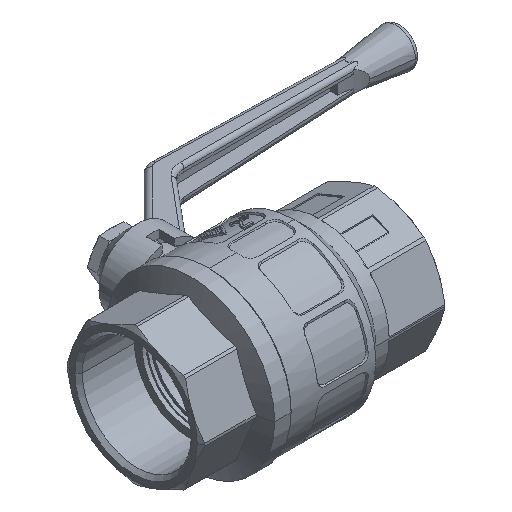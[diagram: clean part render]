
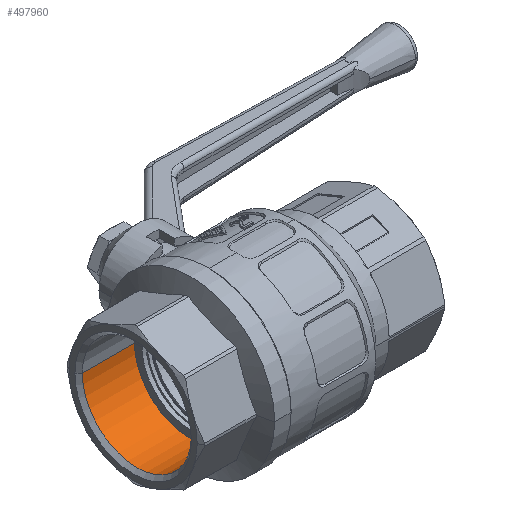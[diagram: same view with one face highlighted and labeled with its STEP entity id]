
A CAD part, isometric view. The second image highlights one B-rep face of the part: STEP entity #497960.
In plain terms, the highlighted cylindrical face has radius 28.325 mm (diameter 56.65 mm), a partial arc.
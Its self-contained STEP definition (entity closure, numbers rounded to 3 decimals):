
#497350=CARTESIAN_POINT('',(34.5,-28.325,0.));
#497360=VERTEX_POINT('',#497350);
#497390=CARTESIAN_POINT('',(34.5,0.,0.));
#497400=DIRECTION('',(-1.,0.,0.));
#497410=DIRECTION('',(0.,1.,0.));
#497420=AXIS2_PLACEMENT_3D('',#497390,#497400,#497410);
#497430=CIRCLE('',#497420,28.325);
#497440=CARTESIAN_POINT('',(34.5,28.325,
0.));
#497450=VERTEX_POINT('',#497440);
#497460=EDGE_CURVE('',#497360,#497450,#497430,.T.);
#497650=CARTESIAN_POINT('',(48.018,0.,0.));
#497660=DIRECTION('',(-1.,0.,0.));
#497670=DIRECTION('',(0.,1.,0.));
#497680=AXIS2_PLACEMENT_3D('',#497650,#497660,#497670);
#497690=CYLINDRICAL_SURFACE('',#497680,28.325);
#497700=CARTESIAN_POINT('',(48.018,28.325,0.));
#497710=DIRECTION('',(-1.,0.,0.));
#497720=VECTOR('',#497710,1.);
#497730=LINE('',#497700,#497720);
#497740=CARTESIAN_POINT('',(61.575,28.325,0.));
#497750=VERTEX_POINT('',#497740);
#497760=EDGE_CURVE('',#497750,#497450,#497730,.T.);
#497770=ORIENTED_EDGE('',*,*,#497760,.F.);
#497780=ORIENTED_EDGE('',*,*,#497460,.T.);
#497790=CARTESIAN_POINT('',(48.018,-28.325,
0.));
#497800=DIRECTION('',(-1.,0.,0.));
#497810=VECTOR('',#497800,1.);
#497820=LINE('',#497790,#497810);
#497830=CARTESIAN_POINT('',(61.575,-28.325,
0.));
#497840=VERTEX_POINT('',#497830);
#497850=EDGE_CURVE('',#497840,#497360,#497820,.T.);
#497860=ORIENTED_EDGE('',*,*,#497850,.T.);
#497870=CARTESIAN_POINT('',(61.575,0.,0.));
#497880=DIRECTION('',(1.,0.,0.));
#497890=DIRECTION('',(0.,-1.,0.));
#497900=AXIS2_PLACEMENT_3D('',#497870,#497880,#497890);
#497910=CIRCLE('',#497900,28.325);
#497920=EDGE_CURVE('',#497750,#497840,#497910,.T.);
#497930=ORIENTED_EDGE('',*,*,#497920,.T.);
#497940=EDGE_LOOP('',(#497930,#497860,#497780,#497770));
#497950=FACE_OUTER_BOUND('',#497940,.T.);
#497960=ADVANCED_FACE('',(#497950),#497690,.F.);
